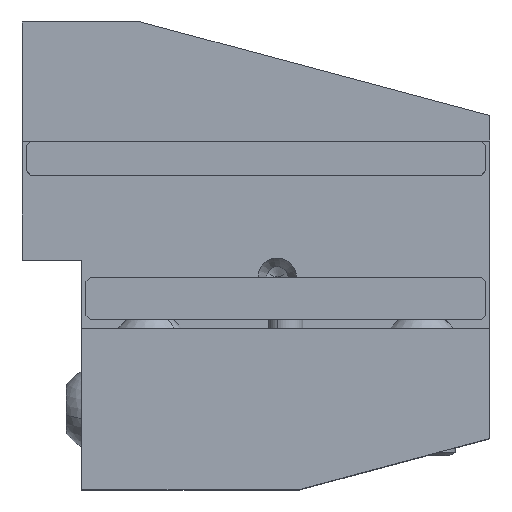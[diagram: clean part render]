
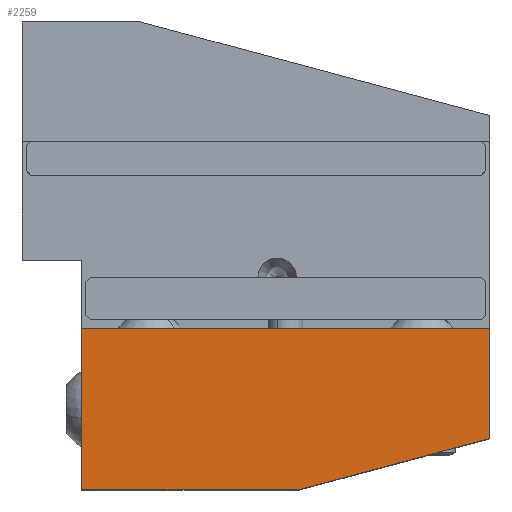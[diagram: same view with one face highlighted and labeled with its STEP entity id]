
A CAD part, top view. The second image highlights one B-rep face of the part: STEP entity #2259.
In plain terms, the highlighted planar face has unit normal (0, 0, 1).
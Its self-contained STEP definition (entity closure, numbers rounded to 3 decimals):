
#215 = VERTEX_POINT ( 'NONE', #1357 ) ;
#664 = EDGE_LOOP ( 'NONE', ( #5458, #7893, #1685, #8040, #5798 ) ) ;
#788 = LINE ( 'NONE', #6460, #8176 ) ;
#1357 = CARTESIAN_POINT ( 'NONE',  ( -79.663, -20.506, 103.13 ) ) ;
#1436 = VERTEX_POINT ( 'NONE', #5643 ) ;
#1685 = ORIENTED_EDGE ( 'NONE', *, *, #8862, .F. ) ;
#2009 = CARTESIAN_POINT ( 'NONE',  ( -134.663, -39.506, 103.13 ) ) ;
#2230 = EDGE_CURVE ( 'NONE', #4469, #1436, #788, .T. ) ;
#2259 = ADVANCED_FACE ( 'NONE', ( #3974 ), #9405, .T. ) ;
#2324 = CARTESIAN_POINT ( 'NONE',  ( -79.663, 15.494, 103.13 ) ) ;
#3084 = VECTOR ( 'NONE', #4554, 1000. ) ;
#3444 = DIRECTION ( 'NONE',  ( 1., 0., 0. ) ) ;
#3678 = LINE ( 'NONE', #8156, #9390 ) ;
#3927 = CARTESIAN_POINT ( 'NONE',  ( -79.663, -33.506, 103.13 ) ) ;
#3974 = FACE_OUTER_BOUND ( 'NONE', #664, .T. ) ;
#4128 = DIRECTION ( 'NONE',  ( 1., 0., 0. ) ) ;
#4469 = VERTEX_POINT ( 'NONE', #5769 ) ;
#4554 = DIRECTION ( 'NONE',  ( 0., 1., 0. ) ) ;
#5056 = LINE ( 'NONE', #2324, #3084 ) ;
#5226 = AXIS2_PLACEMENT_3D ( 'NONE', #2009, #8659, #3444 ) ;
#5458 = ORIENTED_EDGE ( 'NONE', *, *, #2230, .F. ) ;
#5643 = CARTESIAN_POINT ( 'NONE',  ( -127.663, -20.506, 103.13 ) ) ;
#5671 = CARTESIAN_POINT ( 'NONE',  ( -134.663, -39.506, 103.13 ) ) ;
#5769 = CARTESIAN_POINT ( 'NONE',  ( -127.663, -39.506, 103.13 ) ) ;
#5798 = ORIENTED_EDGE ( 'NONE', *, *, #7016, .F. ) ;
#6460 = CARTESIAN_POINT ( 'NONE',  ( -127.663, -39.506, 103.13 ) ) ;
#7016 = EDGE_CURVE ( 'NONE', #1436, #215, #3678, .T. ) ;
#7127 = VECTOR ( 'NONE', #8383, 1000. ) ;
#7213 = DIRECTION ( 'NONE',  ( 0., 1., 0. ) ) ;
#7268 = VECTOR ( 'NONE', #8670, 1000. ) ;
#7391 = LINE ( 'NONE', #3927, #7127 ) ;
#7510 = LINE ( 'NONE', #5671, #7268 ) ;
#7629 = CARTESIAN_POINT ( 'NONE',  ( -102.055, -39.506, 103.13 ) ) ;
#7893 = ORIENTED_EDGE ( 'NONE', *, *, #8556, .T. ) ;
#7899 = EDGE_CURVE ( 'NONE', #9317, #215, #5056, .T. ) ;
#8040 = ORIENTED_EDGE ( 'NONE', *, *, #7899, .T. ) ;
#8156 = CARTESIAN_POINT ( 'NONE',  ( -134.663, -20.506, 103.13 ) ) ;
#8176 = VECTOR ( 'NONE', #7213, 1000. ) ;
#8368 = VERTEX_POINT ( 'NONE', #7629 ) ;
#8383 = DIRECTION ( 'NONE',  ( -0.966, -0.259, 0. ) ) ;
#8556 = EDGE_CURVE ( 'NONE', #4469, #8368, #7510, .T. ) ;
#8659 = DIRECTION ( 'NONE',  ( 0., 0., 1. ) ) ;
#8670 = DIRECTION ( 'NONE',  ( 1., 0., 0. ) ) ;
#8862 = EDGE_CURVE ( 'NONE', #9317, #8368, #7391, .T. ) ;
#8957 = CARTESIAN_POINT ( 'NONE',  ( -79.663, -33.506, 103.13 ) ) ;
#9317 = VERTEX_POINT ( 'NONE', #8957 ) ;
#9390 = VECTOR ( 'NONE', #4128, 1000. ) ;
#9405 = PLANE ( 'NONE',  #5226 ) ;
